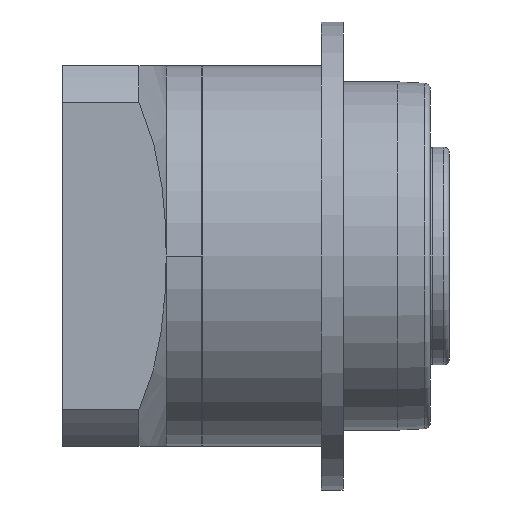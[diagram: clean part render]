
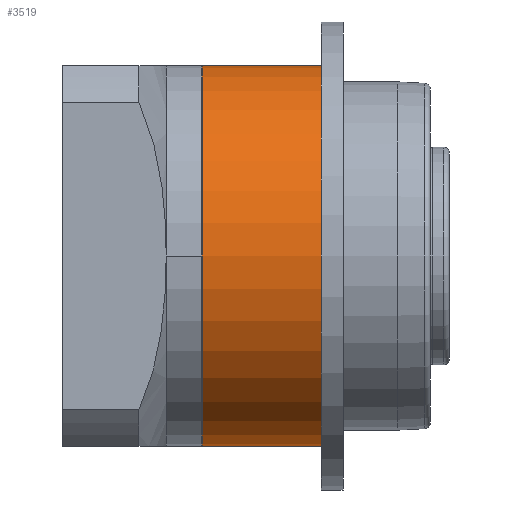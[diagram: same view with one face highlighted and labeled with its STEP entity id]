
A CAD part, front view. The second image highlights one B-rep face of the part: STEP entity #3519.
In plain terms, the highlighted cylindrical face has radius 35 mm (diameter 70 mm), a partial arc.
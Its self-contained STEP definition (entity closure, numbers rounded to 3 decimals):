
#511=DIRECTION('',(1.,0.,0.));
#512=VECTOR('',#511,21.9);
#513=CARTESIAN_POINT('',(25.6,0.,
-35.));
#514=LINE('',#513,#512);
#515=DIRECTION('',(-1.,0.,0.));
#516=VECTOR('',#515,21.9);
#517=CARTESIAN_POINT('',(47.5,0.,35.));
#518=LINE('',#517,#516);
#524=CARTESIAN_POINT('',(25.6,0.,0.));
#525=DIRECTION('',(1.,0.,0.));
#526=DIRECTION('',(0.,0.,1.));
#527=AXIS2_PLACEMENT_3D('',#524,#525,#526);
#529=CARTESIAN_POINT('',(47.5,0.,0.));
#530=DIRECTION('',(-1.,0.,0.));
#531=DIRECTION('',(0.,0.,-1.));
#532=AXIS2_PLACEMENT_3D('',#529,#530,#531);
#2153=CARTESIAN_POINT('',(47.5,0.,-35.));
#2154=CARTESIAN_POINT('',(47.5,0.,35.));
#2155=VERTEX_POINT('',#2153);
#2156=VERTEX_POINT('',#2154);
#2679=CARTESIAN_POINT('',(25.6,0.,-35.));
#2680=CARTESIAN_POINT('',(25.6,0.,35.));
#2681=VERTEX_POINT('',#2679);
#2682=VERTEX_POINT('',#2680);
#3507=CARTESIAN_POINT('',(73.275,0.,0.));
#3508=DIRECTION('',(-1.,0.,0.));
#3509=DIRECTION('',(0.,0.,1.));
#3510=AXIS2_PLACEMENT_3D('',#3507,#3508,#3509);
#3511=CYLINDRICAL_SURFACE('',#3510,35.);
#3512=ORIENTED_EDGE('',*,*,#3494,.F.);
#3514=ORIENTED_EDGE('',*,*,#3513,.F.);
#3515=ORIENTED_EDGE('',*,*,#3490,.F.);
#3516=ORIENTED_EDGE('',*,*,#3451,.F.);
#3517=EDGE_LOOP('',(#3512,#3514,#3515,#3516));
#3518=FACE_OUTER_BOUND('',#3517,.F.);
#528=CIRCLE('',#527,35.);
#533=CIRCLE('',#532,35.);
#3451=EDGE_CURVE('',#2682,#2681,#528,.T.);
#3490=EDGE_CURVE('',#2681,#2155,#514,.T.);
#3494=EDGE_CURVE('',#2156,#2682,#518,.T.);
#3513=EDGE_CURVE('',#2155,#2156,#533,.T.);
#3519=ADVANCED_FACE('',(#3518),#3511,.T.);
